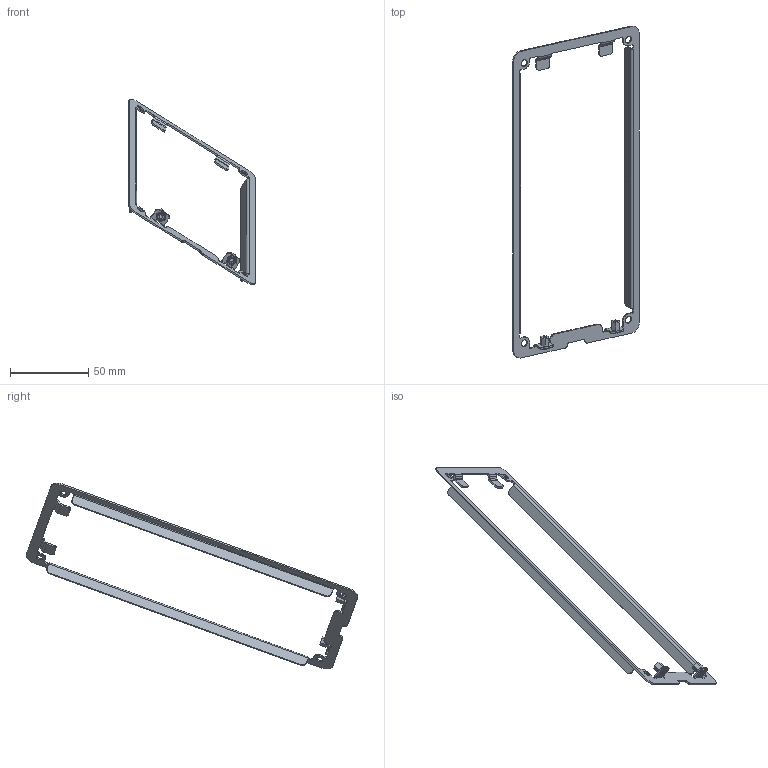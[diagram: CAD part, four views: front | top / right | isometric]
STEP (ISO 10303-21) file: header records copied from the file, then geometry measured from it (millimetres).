
FILE_DESCRIPTION(('CATIA V5 STEP Exchange'),'2;1');
FILE_NAME('VI-BOX3C.stp','2024-03-21T08:46:36+00:00',('none'),('none'),'CATIA Version 5-6 Release 2016 SP6','CATIA V5 STEP AP203','none');
FILE_SCHEMA(('CONFIG_CONTROL_DESIGN'));
Length unit declared in the file: millimetre
Products named in the file (1): VI-BOX3C
Assembly tree (2 placements, depth 2):
  VI-BOX3C
    #57
    #101
Bounding box: 80.75 x 211.75 x 118.63 mm (x, y, z)
Volume: 6552.2 mm3; surface area: 14499 mm2
Topology: 3 solids, 3 shells, 196 faces, 548 edges, 360 vertices
Faces by surface type: plane 116, cylinder 80
Entity records: 5988 total; most frequent: ORIENTED_EDGE 1092, CARTESIAN_POINT 1053, DIRECTION 838, EDGE_CURVE 546, VECTOR 388, LINE 388, VERTEX_POINT 356, AXIS2_PLACEMENT_3D 305
